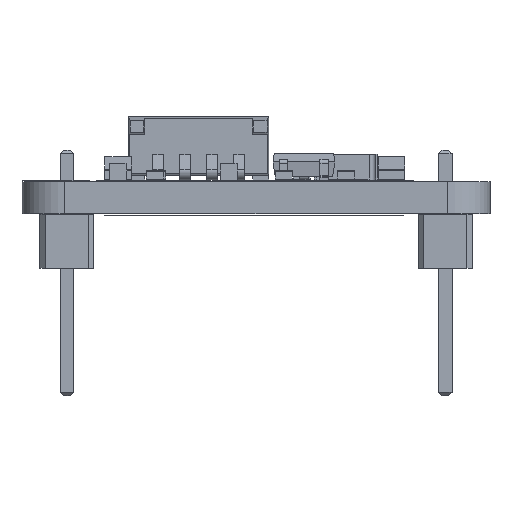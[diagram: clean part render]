
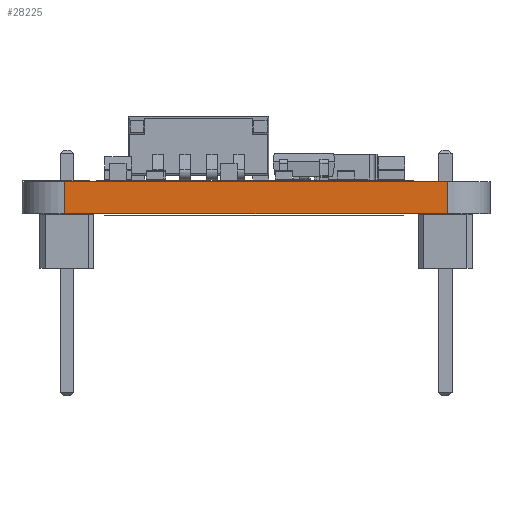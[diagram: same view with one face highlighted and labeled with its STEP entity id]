
A CAD part, left-side view. The second image highlights one B-rep face of the part: STEP entity #28225.
In plain terms, the highlighted planar face has unit normal (-1, 0, 0).
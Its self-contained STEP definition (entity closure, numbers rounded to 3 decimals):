
#27658 = VERTEX_POINT('',#27659);
#27659 = CARTESIAN_POINT('',(-11.002,8.998,0.));
#27666 = EDGE_CURVE('',#27667,#27658,#27669,.T.);
#27667 = VERTEX_POINT('',#27668);
#27668 = CARTESIAN_POINT('',(-11.002,-9.002,0.));
#27669 = LINE('',#27670,#27671);
#27670 = CARTESIAN_POINT('',(-11.002,-9.002,0.));
#27671 = VECTOR('',#27672,1.);
#27672 = DIRECTION('',(0.,1.,0.));
#27928 = VERTEX_POINT('',#27929);
#27929 = CARTESIAN_POINT('',(-11.002,8.998,1.51));
#27936 = EDGE_CURVE('',#27937,#27928,#27939,.T.);
#27937 = VERTEX_POINT('',#27938);
#27938 = CARTESIAN_POINT('',(-11.002,-9.002,1.51));
#27939 = LINE('',#27940,#27941);
#27940 = CARTESIAN_POINT('',(-11.002,-9.002,1.51));
#27941 = VECTOR('',#27942,1.);
#27942 = DIRECTION('',(0.,1.,0.));
#28195 = EDGE_CURVE('',#27658,#27928,#28196,.T.);
#28196 = LINE('',#28197,#28198);
#28197 = CARTESIAN_POINT('',(-11.002,8.998,0.));
#28198 = VECTOR('',#28199,1.);
#28199 = DIRECTION('',(0.,0.,1.));
#28225 = ADVANCED_FACE('',(#28226),#28237,.T.);
#28226 = FACE_BOUND('',#28227,.T.);
#28227 = EDGE_LOOP('',(#28228,#28234,#28235,#28236));
#28228 = ORIENTED_EDGE('',*,*,#28229,.T.);
#28229 = EDGE_CURVE('',#27667,#27937,#28230,.T.);
#28230 = LINE('',#28231,#28232);
#28231 = CARTESIAN_POINT('',(-11.002,-9.002,0.));
#28232 = VECTOR('',#28233,1.);
#28233 = DIRECTION('',(0.,0.,1.));
#28234 = ORIENTED_EDGE('',*,*,#27936,.T.);
#28235 = ORIENTED_EDGE('',*,*,#28195,.F.);
#28236 = ORIENTED_EDGE('',*,*,#27666,.F.);
#28237 = PLANE('',#28238);
#28238 = AXIS2_PLACEMENT_3D('',#28239,#28240,#28241);
#28239 = CARTESIAN_POINT('',(-11.002,-9.002,0.));
#28240 = DIRECTION('',(-1.,0.,0.));
#28241 = DIRECTION('',(0.,1.,0.));
